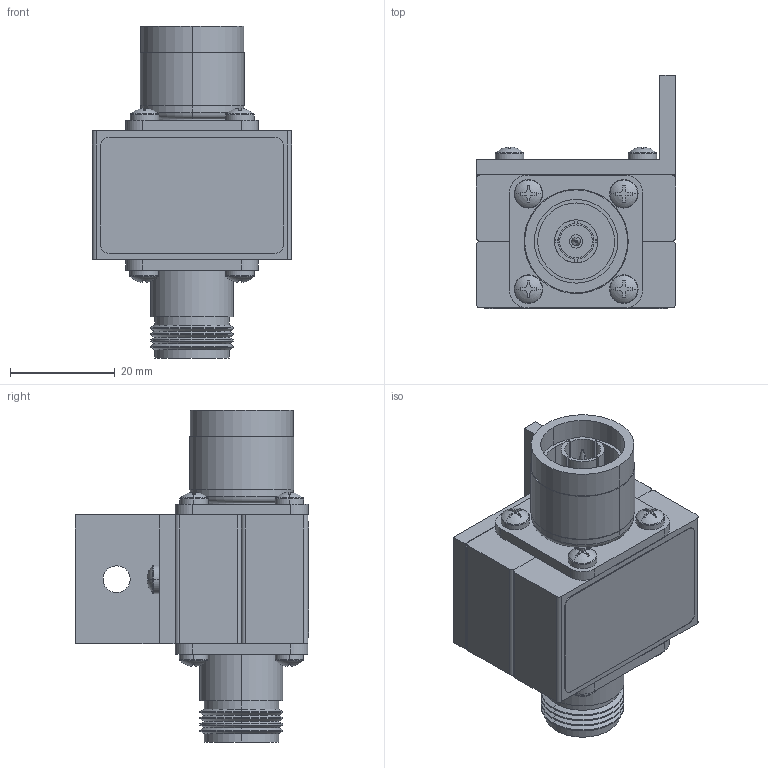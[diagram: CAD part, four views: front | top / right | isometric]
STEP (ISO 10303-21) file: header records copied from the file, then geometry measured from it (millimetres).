
FILE_DESCRIPTION (( 'STEP AP214' ), '1' );
FILE_NAME ('LCSP1023.STEP', '2018-04-17T20:53:04', ( '' ), ( '' ), 'SwSTEP 2.0', 'SolidWorks 2017', '' );
FILE_SCHEMA (( 'AUTOMOTIVE_DESIGN' ));
Length unit declared in the file: inch
Products named in the file (13): 2003-3394_BLK; 2103-190; 2011-6100-02; 5230-0002; 9030-0084; 2012-6100; 5100-0007; LCSP1023; 4001-0001; 5100-0006; 1081-0251-05; 4033-0106; 9040-0287
Assembly tree (21 placements, depth 3):
  LCSP1023
    9030-0084
      5100-0007
      2103-190
    9040-0287
      4033-0106
      4001-0001
      2011-6100-02
    1081-0251-05  x10
    5230-0002
    5100-0006
    2003-3394_BLK
    2012-6100
Bounding box: 38.1 x 44.58 x 63.5 mm (x, y, z)
Volume: 31485.4 mm3; surface area: 21833.2 mm2
Topology: 19 solids, 19 shells, 1369 faces, 3030 edges, 1721 vertices
Faces by surface type: cone 546, cylinder 479, plane 294, torus 46, bspline 2, sphere 2
Entity records: 12987 total; most frequent: DIRECTION 2221, CARTESIAN_POINT 2199, ORIENTED_EDGE 1872, EDGE_CURVE 936, AXIS2_PLACEMENT_3D 870, VERTEX_POINT 578, VECTOR 481, LINE 481
